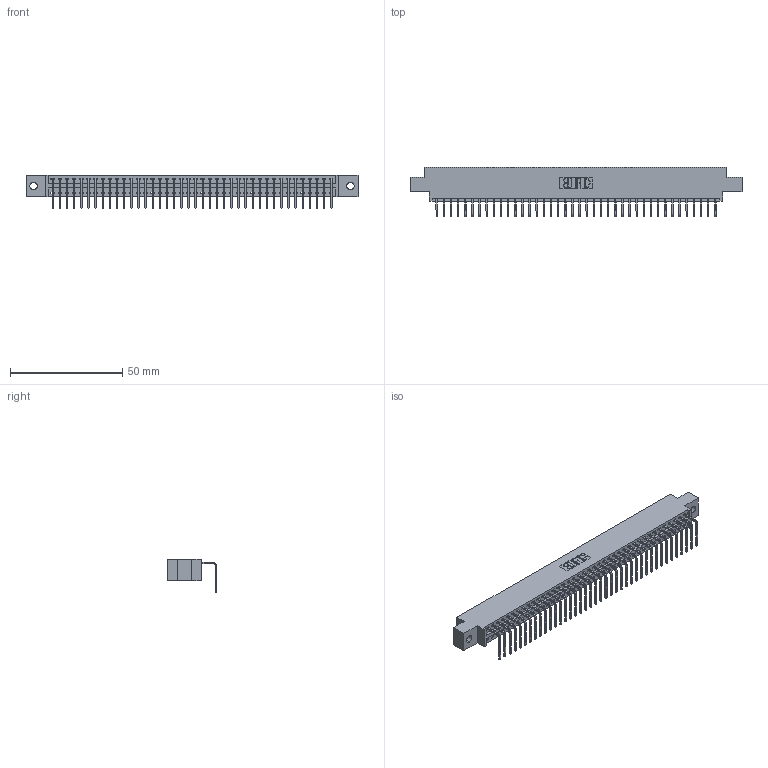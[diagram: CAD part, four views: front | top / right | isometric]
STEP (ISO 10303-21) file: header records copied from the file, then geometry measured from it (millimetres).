
FILE_DESCRIPTION (( 'STEP AP203' ), '1' );
FILE_NAME ('346-040-558-602.STEP', '2022-05-07T10:19:57', ( '' ), ( '' ), 'SwSTEP 2.0', 'SolidWorks 2020', '' );
FILE_SCHEMA (( 'CONFIG_CONTROL_DESIGN' ));
Length unit declared in the file: inch
Products named in the file (3): 346 Part_0.170 Offset - 0.128 Dia; 345-292-001_558 Tail - 2; 346-040-558-602
Assembly tree (41 placements, depth 2):
  346-040-558-602
    346 Part_0.170 Offset - 0.128 Dia
    345-292-001_558 Tail - 2  x40
Bounding box: 147.57 x 22.16 x 14.73 mm (x, y, z)
Volume: 14054.3 mm3; surface area: 18228.6 mm2
Topology: 41 solids, 41 shells, 2526 faces, 7621 edges, 5026 vertices
Faces by surface type: plane 1760, cylinder 766
Entity records: 25313 total; most frequent: CARTESIAN_POINT 4348, ORIENTED_EDGE 4322, DIRECTION 3837, EDGE_CURVE 2161, LINE 1869, VECTOR 1869, VERTEX_POINT 1438, AXIS2_PLACEMENT_3D 984
